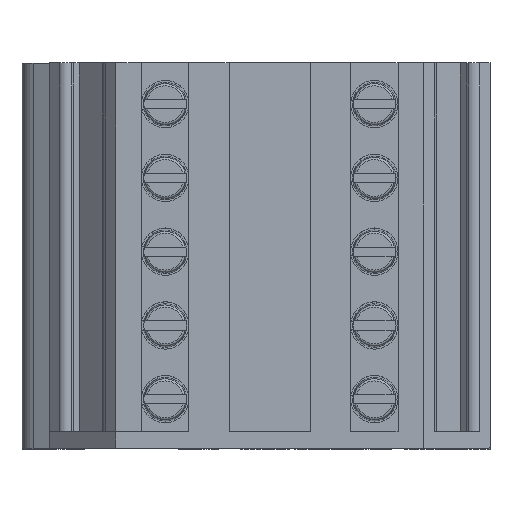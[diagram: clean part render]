
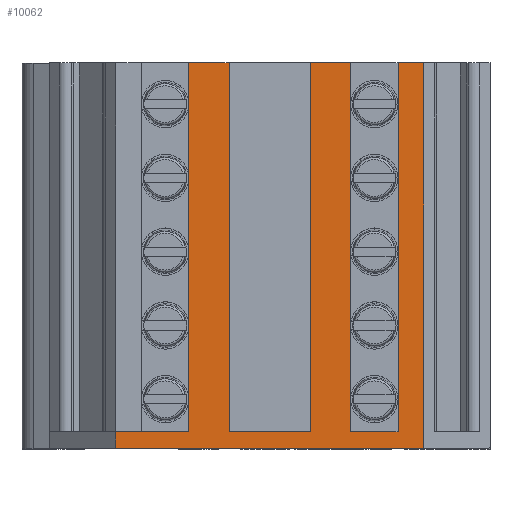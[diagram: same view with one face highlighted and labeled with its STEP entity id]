
A CAD part, top view. The second image highlights one B-rep face of the part: STEP entity #10062.
In plain terms, the highlighted planar face has unit normal (0, 0, 1).
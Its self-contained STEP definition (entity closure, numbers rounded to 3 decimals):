
#1514=ORIENTED_EDGE('',*,*,#3186,.F.);
#1515=ORIENTED_EDGE('',*,*,#2960,.F.);
#1516=ORIENTED_EDGE('',*,*,#3182,.T.);
#1517=ORIENTED_EDGE('',*,*,#3187,.T.);
#1518=ORIENTED_EDGE('',*,*,#3188,.F.);
#1519=ORIENTED_EDGE('',*,*,#2730,.T.);
#1520=ORIENTED_EDGE('',*,*,#3189,.T.);
#1521=ORIENTED_EDGE('',*,*,#3190,.T.);
#1522=ORIENTED_EDGE('',*,*,#3191,.F.);
#1523=ORIENTED_EDGE('',*,*,#2694,.T.);
#1524=ORIENTED_EDGE('',*,*,#3192,.T.);
#1525=ORIENTED_EDGE('',*,*,#3193,.T.);
#1526=ORIENTED_EDGE('',*,*,#3194,.F.);
#1527=ORIENTED_EDGE('',*,*,#2697,.T.);
#1528=ORIENTED_EDGE('',*,*,#2700,.T.);
#2694=EDGE_CURVE('',#3709,#3707,#4417,.T.);
#2697=EDGE_CURVE('',#3711,#3712,#4420,.T.);
#2700=EDGE_CURVE('',#3712,#3713,#4423,.T.);
#2730=EDGE_CURVE('',#3739,#3740,#4451,.T.);
#2960=EDGE_CURVE('',#3901,#3902,#4516,.T.);
#3182=EDGE_CURVE('',#3901,#4041,#4683,.T.);
#3186=EDGE_CURVE('',#3902,#3713,#4687,.T.);
#3187=EDGE_CURVE('',#4041,#4043,#4688,.T.);
#3188=EDGE_CURVE('',#3739,#4043,#4689,.T.);
#3189=EDGE_CURVE('',#3740,#4044,#4690,.T.);
#3190=EDGE_CURVE('',#4044,#4045,#4691,.T.);
#3191=EDGE_CURVE('',#3709,#4045,#4692,.T.);
#3192=EDGE_CURVE('',#3707,#4046,#4693,.T.);
#3193=EDGE_CURVE('',#4046,#4047,#4694,.T.);
#3194=EDGE_CURVE('',#3711,#4047,#4695,.T.);
#3707=VERTEX_POINT('',#13236);
#3709=VERTEX_POINT('',#13239);
#3711=VERTEX_POINT('',#13245);
#3712=VERTEX_POINT('',#13246);
#3713=VERTEX_POINT('',#13251);
#3739=VERTEX_POINT('',#13310);
#3740=VERTEX_POINT('',#13311);
#3901=VERTEX_POINT('',#14045);
#3902=VERTEX_POINT('',#14046);
#4041=VERTEX_POINT('',#14489);
#4043=VERTEX_POINT('',#14497);
#4044=VERTEX_POINT('',#14500);
#4045=VERTEX_POINT('',#14502);
#4046=VERTEX_POINT('',#14505);
#4047=VERTEX_POINT('',#14507);
#4417=LINE('',#13238,#5181);
#4420=LINE('',#13244,#5184);
#4423=LINE('',#13250,#5187);
#4451=LINE('',#13309,#5215);
#4516=LINE('',#14044,#5280);
#4683=LINE('',#14488,#5447);
#4687=LINE('',#14495,#5451);
#4688=LINE('',#14496,#5452);
#4689=LINE('',#14498,#5453);
#4690=LINE('',#14499,#5454);
#4691=LINE('',#14501,#5455);
#4692=LINE('',#14503,#5456);
#4693=LINE('',#14504,#5457);
#4694=LINE('',#14506,#5458);
#4695=LINE('',#14508,#5459);
#5181=VECTOR('',#11163,1000.);
#5184=VECTOR('',#11168,1000.);
#5187=VECTOR('',#11173,1000.);
#5215=VECTOR('',#11211,1000.);
#5280=VECTOR('',#11652,1000.);
#5447=VECTOR('',#12093,1000.);
#5451=VECTOR('',#12099,1000.);
#5452=VECTOR('',#12100,1000.);
#5453=VECTOR('',#12101,1000.);
#5454=VECTOR('',#12102,1000.);
#5455=VECTOR('',#12103,1000.);
#5456=VECTOR('',#12104,1000.);
#5457=VECTOR('',#12105,1000.);
#5458=VECTOR('',#12106,1000.);
#5459=VECTOR('',#12107,1000.);
#6043=EDGE_LOOP('',(#1514,#1515,#1516,#1517,#1518,#1519,#1520,#1521,#1522,
#1523,#1524,#1525,#1526,#1527,#1528));
#6484=FACE_BOUND('',#6043,.T.);
#6823=PLANE('',#10650);
#10062=ADVANCED_FACE('',(#6484),#6823,.F.);
#10650=AXIS2_PLACEMENT_3D('',#14494,#12097,#12098);
#11163=DIRECTION('',(-1.,0.,0.));
#11168=DIRECTION('',(-1.,0.,0.));
#11173=DIRECTION('',(-1.,0.,0.));
#11211=DIRECTION('',(-1.,0.,0.));
#11652=DIRECTION('',(-1.,0.,0.));
#12093=DIRECTION('',(0.,1.,0.));
#12097=DIRECTION('',(0.,0.,-1.));
#12098=DIRECTION('',(0.,1.,0.));
#12099=DIRECTION('',(0.,1.,0.));
#12100=DIRECTION('',(-1.,0.,0.));
#12101=DIRECTION('',(0.,1.,0.));
#12102=DIRECTION('',(0.,1.,0.));
#12103=DIRECTION('',(-1.,0.,0.));
#12104=DIRECTION('',(0.,1.,0.));
#12105=DIRECTION('',(0.,1.,0.));
#12106=DIRECTION('',(-1.,0.,0.));
#12107=DIRECTION('',(0.,1.,0.));
#13236=CARTESIAN_POINT('',(5.6,-38.403,18.876));
#13238=CARTESIAN_POINT('',(23.299,-38.403,18.876));
#13239=CARTESIAN_POINT('',(13.,-38.403,18.876));
#13244=CARTESIAN_POINT('',(23.299,-38.403,18.876));
#13245=CARTESIAN_POINT('',(1.947,-38.403,18.876));
#13246=CARTESIAN_POINT('',(-2.353,-38.403,18.876));
#13250=CARTESIAN_POINT('',(23.299,-38.403,18.876));
#13251=CARTESIAN_POINT('',(-4.701,-38.403,18.876));
#13309=CARTESIAN_POINT('',(23.299,-38.403,18.876));
#13310=CARTESIAN_POINT('',(20.947,-38.403,18.876));
#13311=CARTESIAN_POINT('',(16.647,-38.403,18.876));
#14044=CARTESIAN_POINT('',(23.299,-39.903,18.876));
#14045=CARTESIAN_POINT('',(23.299,-39.903,18.876));
#14046=CARTESIAN_POINT('',(-4.701,-39.903,18.876));
#14488=CARTESIAN_POINT('',(23.299,-39.903,18.876));
#14489=CARTESIAN_POINT('',(23.299,-4.903,18.876));
#14494=CARTESIAN_POINT('',(23.299,-39.903,18.876));
#14495=CARTESIAN_POINT('',(-4.701,-39.903,18.876));
#14496=CARTESIAN_POINT('',(23.299,-4.903,18.876));
#14497=CARTESIAN_POINT('',(20.947,-4.903,18.876));
#14498=CARTESIAN_POINT('',(20.947,-39.903,18.876));
#14499=CARTESIAN_POINT('',(16.647,-39.903,18.876));
#14500=CARTESIAN_POINT('',(16.647,-4.903,18.876));
#14501=CARTESIAN_POINT('',(16.647,-4.903,18.876));
#14502=CARTESIAN_POINT('',(13.,-4.903,18.876));
#14503=CARTESIAN_POINT('',(13.,-39.903,18.876));
#14504=CARTESIAN_POINT('',(5.6,-39.903,18.876));
#14505=CARTESIAN_POINT('',(5.6,-4.903,18.876));
#14506=CARTESIAN_POINT('',(5.6,-4.903,18.876));
#14507=CARTESIAN_POINT('',(1.947,-4.903,18.876));
#14508=CARTESIAN_POINT('',(1.947,-39.903,18.876));
